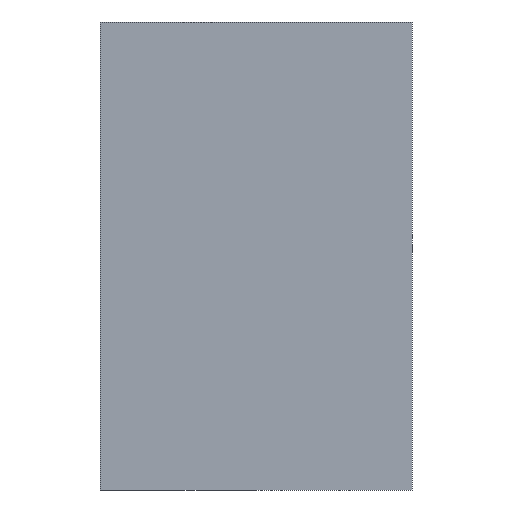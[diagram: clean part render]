
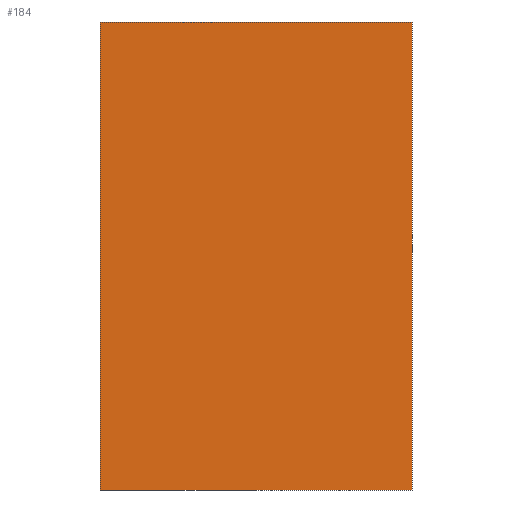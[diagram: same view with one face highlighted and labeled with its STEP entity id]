
A CAD part, front view. The second image highlights one B-rep face of the part: STEP entity #184.
In plain terms, the highlighted planar face has unit normal (0, -1, 0).
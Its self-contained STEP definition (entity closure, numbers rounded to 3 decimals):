
#1 = VERTEX_POINT ( 'NONE', #117 ) ;
#8 = DIRECTION ( 'NONE',  ( 0., -1., 0. ) ) ;
#15 = VERTEX_POINT ( 'NONE', #35 ) ;
#18 = EDGE_CURVE ( 'NONE', #200, #15, #127, .T. ) ;
#19 = DIRECTION ( 'NONE',  ( 0., 0., 1. ) ) ;
#21 = AXIS2_PLACEMENT_3D ( 'NONE', #23, #8, #137 ) ;
#23 = CARTESIAN_POINT ( 'NONE',  ( 0., 0., 0. ) ) ;
#27 = VECTOR ( 'NONE', #19, 1000. ) ;
#31 = VECTOR ( 'NONE', #44, 1000. ) ;
#35 = CARTESIAN_POINT ( 'NONE',  ( -200., 0., -300. ) ) ;
#39 = PLANE ( 'NONE',  #21 ) ;
#42 = DIRECTION ( 'NONE',  ( 0., 0., -1. ) ) ;
#44 = DIRECTION ( 'NONE',  ( 1., 0., 0. ) ) ;
#45 = ORIENTED_EDGE ( 'NONE', *, *, #18, .F. ) ;
#49 = ORIENTED_EDGE ( 'NONE', *, *, #187, .F. ) ;
#50 = DIRECTION ( 'NONE',  ( -1., 0., 0. ) ) ;
#51 = EDGE_CURVE ( 'NONE', #15, #175, #144, .T. ) ;
#53 = VECTOR ( 'NONE', #50, 1000. ) ;
#55 = LINE ( 'NONE', #77, #141 ) ;
#77 = CARTESIAN_POINT ( 'NONE',  ( 200., 0., 300. ) ) ;
#85 = CARTESIAN_POINT ( 'NONE',  ( -200., 0., 300. ) ) ;
#90 = ORIENTED_EDGE ( 'NONE', *, *, #51, .F. ) ;
#101 = CARTESIAN_POINT ( 'NONE',  ( -200., 0., -300. ) ) ;
#104 = EDGE_CURVE ( 'NONE', #1, #200, #55, .T. ) ;
#106 = CARTESIAN_POINT ( 'NONE',  ( 200., 0., -300. ) ) ;
#114 = ORIENTED_EDGE ( 'NONE', *, *, #104, .F. ) ;
#117 = CARTESIAN_POINT ( 'NONE',  ( 200., 0., 300. ) ) ;
#127 = LINE ( 'NONE', #101, #53 ) ;
#137 = DIRECTION ( 'NONE',  ( 0., 0., -1. ) ) ;
#141 = VECTOR ( 'NONE', #42, 1000. ) ;
#144 = LINE ( 'NONE', #190, #27 ) ;
#149 = EDGE_LOOP ( 'NONE', ( #114, #49, #90, #45 ) ) ;
#172 = FACE_OUTER_BOUND ( 'NONE', #149, .T. ) ;
#175 = VERTEX_POINT ( 'NONE', #195 ) ;
#184 = ADVANCED_FACE ( 'NONE', ( #172 ), #39, .T. ) ;
#186 = LINE ( 'NONE', #85, #31 ) ;
#187 = EDGE_CURVE ( 'NONE', #175, #1, #186, .T. ) ;
#190 = CARTESIAN_POINT ( 'NONE',  ( -200., 0., 300. ) ) ;
#195 = CARTESIAN_POINT ( 'NONE',  ( -200., 0., 300. ) ) ;
#200 = VERTEX_POINT ( 'NONE', #106 ) ;
